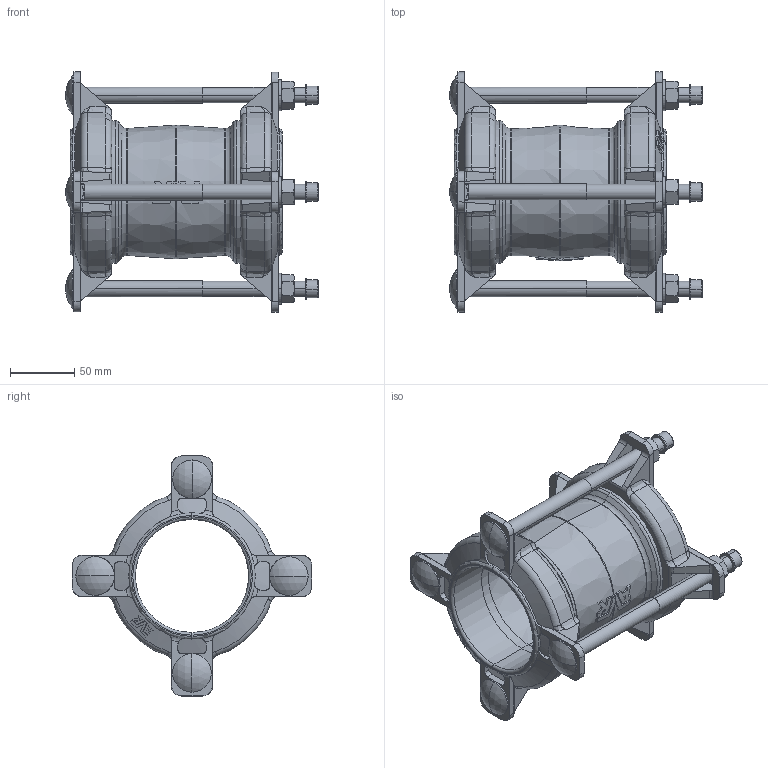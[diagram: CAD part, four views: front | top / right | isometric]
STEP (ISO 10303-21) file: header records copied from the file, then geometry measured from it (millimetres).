
FILE_DESCRIPTION (( 'STEP AP203' ), '1' );
FILE_NAME ('O_601_A_DN065_068-085mm_001XXXX_AA1_step.step', '2015-08-25T11:38:41', ( 'Windows User' ), ( 'AVK' ), 'SwSTEP 2.0', 'SolidWorks 2012', '' );
FILE_SCHEMA (( 'CONFIG_CONTROL_DESIGN' ));
Length unit declared in the file: millimetre
Products named in the file (1): O_601_A_DN065_068-085mm_001XXXX_AA1_step
Bounding box: 196.5 x 186.5 x 186.55 mm (x, y, z)
Volume: 732808.2 mm3; surface area: 181407 mm2
Topology: 1 solids, 1 shells, 1010 faces, 2712 edges, 1698 vertices
Faces by surface type: cylinder 377, plane 350, cone 97, bspline 96, torus 66, sphere 24
Entity records: 38962 total; most frequent: CARTESIAN_POINT 16028, ORIENTED_EDGE 5392, DIRECTION 4042, EDGE_CURVE 2696, VERTEX_POINT 1698, AXIS2_PLACEMENT_3D 1555, EDGE_LOOP 1062, FACE_OUTER_BOUND 1010
